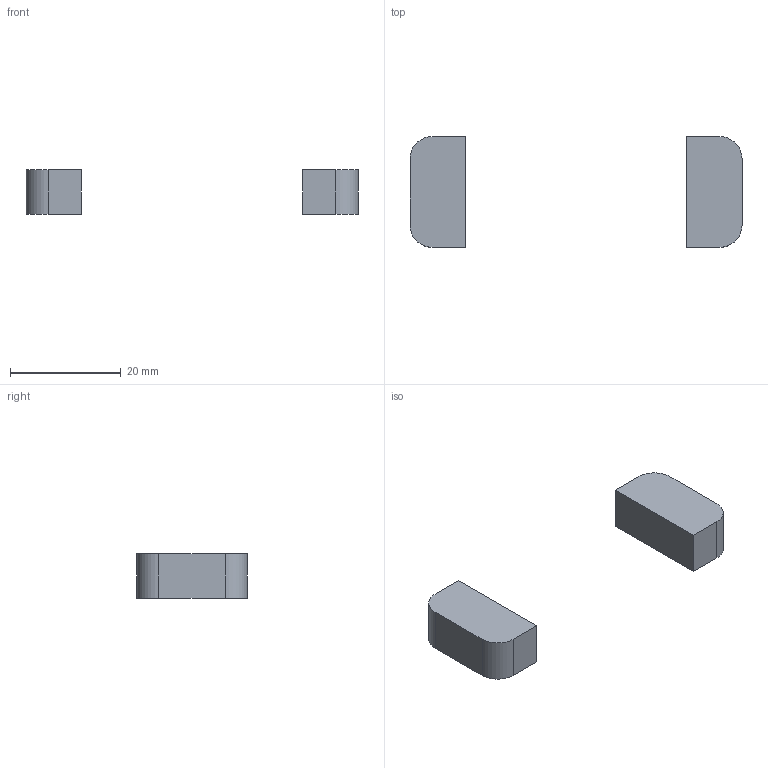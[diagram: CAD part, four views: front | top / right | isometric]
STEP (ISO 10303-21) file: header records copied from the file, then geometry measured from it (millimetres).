
FILE_DESCRIPTION(('Open CASCADE Model'),'2;1');
FILE_NAME('Open CASCADE Shape Model','2025-11-21T04:01:10',('Author'),( 'Open CASCADE'),'Open CASCADE STEP processor 7.8','Open CASCADE 7.8' ,'Unknown');
FILE_SCHEMA(('AUTOMOTIVE_DESIGN { 1 0 10303 214 1 1 1 1 }'));
Length unit declared in the file: millimetre
Products named in the file (3): Open CASCADE STEP translator 7.8 13; Open CASCADE STEP translator 7.8 13.1; Open CASCADE STEP translator 7.8 13.2
Assembly tree (2 placements, depth 2):
  Open CASCADE STEP translator 7.8 13
    Open CASCADE STEP translator 7.8 13.1
    Open CASCADE STEP translator 7.8 13.2
Bounding box: 60 x 20 x 8 mm (x, y, z)
Volume: 3090.1 mm3; surface area: 1677.6 mm2
Topology: 2 solids, 2 shells, 16 faces, 36 edges, 24 vertices
Faces by surface type: plane 12, cylinder 4
Entity records: 962 total; most frequent: CARTESIAN_POINT 167, DIRECTION 148, LINE 88, VECTOR 88, ORIENTED_EDGE 72, PCURVE 72, DEFINITIONAL_REPRESENTATION 72, EDGE_CURVE 36
